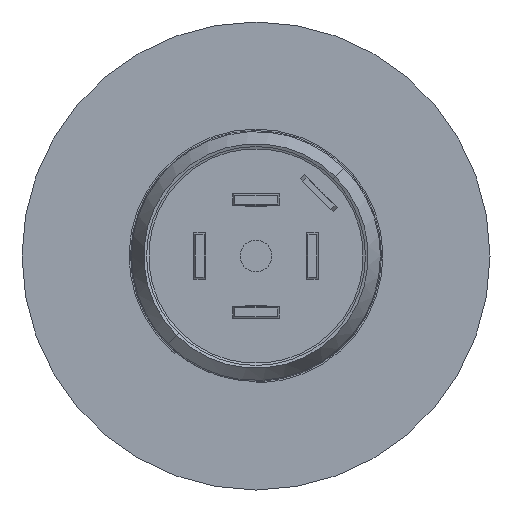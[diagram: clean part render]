
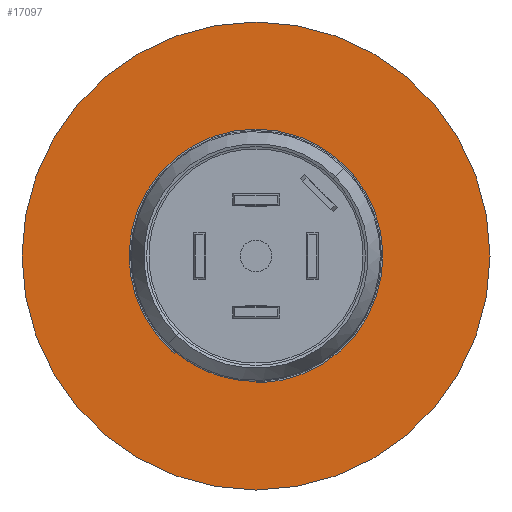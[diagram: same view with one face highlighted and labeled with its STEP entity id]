
A CAD part, front view. The second image highlights one B-rep face of the part: STEP entity #17097.
In plain terms, the highlighted planar face has unit normal (0, -1, 0).
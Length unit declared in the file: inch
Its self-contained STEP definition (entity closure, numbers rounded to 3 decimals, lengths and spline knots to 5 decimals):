
#15353=CARTESIAN_POINT('',(0.,-0.3455,0.));
#15354=DIRECTION('',(0.,1.,0.));
#15355=DIRECTION('',(1.,0.,0.));
#15356=AXIS2_PLACEMENT_3D('',#15353,#15354,#15355);
#15361=CARTESIAN_POINT('',(0.,-0.3455,0.));
#15362=DIRECTION('',(0.,1.,0.));
#15363=DIRECTION('',(-1.,0.,0.));
#15364=AXIS2_PLACEMENT_3D('',#15361,#15362,#15363);
#15369=CARTESIAN_POINT('',(0.,-0.3455,0.));
#15370=DIRECTION('',(0.,-1.,0.));
#15371=DIRECTION('',(1.,0.,0.));
#15372=AXIS2_PLACEMENT_3D('',#15369,#15370,#15371);
#15377=CARTESIAN_POINT('',(0.,-0.3455,0.));
#15378=DIRECTION('',(0.,-1.,0.));
#15379=DIRECTION('',(-1.,0.,0.));
#15380=AXIS2_PLACEMENT_3D('',#15377,#15378,#15379);
#16145=CARTESIAN_POINT('',(0.588,-0.3455,0.));
#16146=CARTESIAN_POINT('',(-0.588,-0.3455,0.));
#16147=VERTEX_POINT('',#16145);
#16148=VERTEX_POINT('',#16146);
#16300=CARTESIAN_POINT('',(-0.315,-0.3455,0.));
#16301=VERTEX_POINT('',#16300);
#16302=CARTESIAN_POINT('',(0.315,-0.3455,0.));
#16303=VERTEX_POINT('',#16302);
#17084=CARTESIAN_POINT('',(0.,-0.3455,0.));
#17085=DIRECTION('',(0.,1.,0.));
#17086=DIRECTION('',(1.,0.,0.));
#17087=AXIS2_PLACEMENT_3D('',#17084,#17085,#17086);
#17088=PLANE('',#17087);
#17089=ORIENTED_EDGE('',*,*,#16341,.T.);
#17090=ORIENTED_EDGE('',*,*,#16359,.T.);
#17091=EDGE_LOOP('',(#17089,#17090));
#17092=FACE_OUTER_BOUND('',#17091,.F.);
#17093=ORIENTED_EDGE('',*,*,#17034,.T.);
#17094=ORIENTED_EDGE('',*,*,#17049,.T.);
#17095=EDGE_LOOP('',(#17093,#17094));
#17096=FACE_BOUND('',#17095,.F.);
#17097=ADVANCED_FACE('',(#17092,#17096),#17088,.F.);
#15357=CIRCLE('',#15356,0.588);
#15365=CIRCLE('',#15364,0.588);
#15373=CIRCLE('',#15372,0.315);
#15381=CIRCLE('',#15380,0.315);
#16341=EDGE_CURVE('',#16147,#16148,#15357,.T.);
#16359=EDGE_CURVE('',#16148,#16147,#15365,.T.);
#17034=EDGE_CURVE('',#16303,#16301,#15373,.T.);
#17049=EDGE_CURVE('',#16301,#16303,#15381,.T.);
